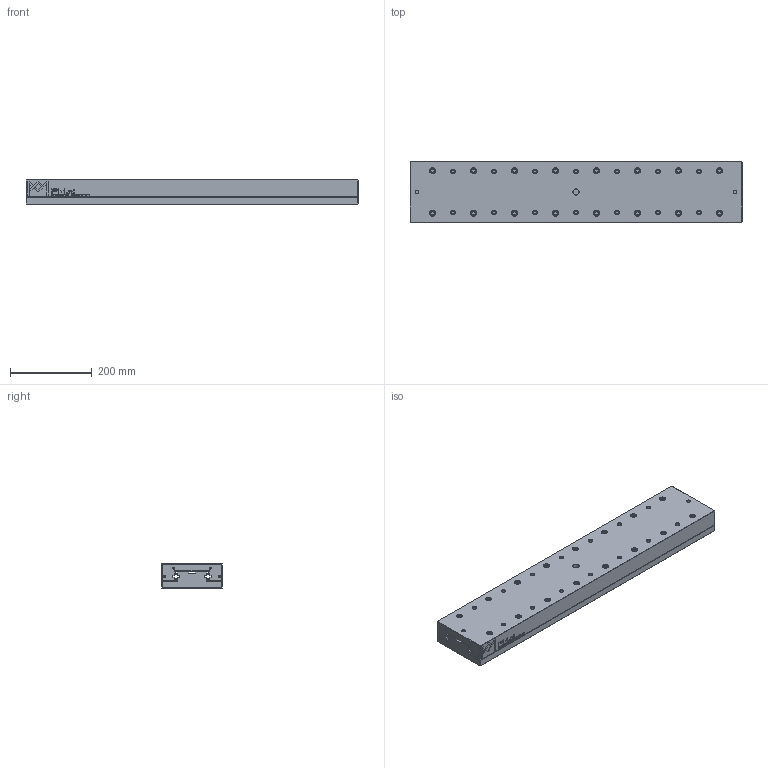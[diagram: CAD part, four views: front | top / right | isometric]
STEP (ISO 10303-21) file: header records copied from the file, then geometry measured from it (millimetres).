
FILE_DESCRIPTION(/* description */ (''),/* implementation_level */ '2;1');
FILE_NAME(/* name */ 'RT-9800_stp.stp',/* time_stamp */ '2024-10-04T12:05:15+02:00',/* author */ (''),/* organization */ (''),/* preprocessor_version */ 'ST-DEVELOPER v16.7',/* originating_system */ 'SIEMENS PLM Software NX 12.0',/* authorisation */ '');
FILE_SCHEMA (('AUTOMOTIVE_DESIGN { 1 0 10303 214 3 1 1 1 }'));
Length unit declared in the file: millimetre
Products named in the file (1): RT-9800_stp
Bounding box: 810 x 148 x 60 mm (x, y, z)
Volume: 6769036.9 mm3; surface area: 743133.4 mm2
Topology: 2 solids, 2 shells, 1350 faces, 3231 edges, 2089 vertices
Faces by surface type: plane 910, bspline 180, cone 137, cylinder 123
Full cylindrical faces by diameter (mm): 4 x8, 8 x24, 9 x12, 13 x32, 14 x41
Entity records: 42185 total; most frequent: CARTESIAN_POINT 8861, ORIENTED_EDGE 5910, DIRECTION 5312, EDGE_CURVE 2955, LINE 2220, VECTOR 2220, VERTEX_POINT 2071, EDGE_LOOP 1826
